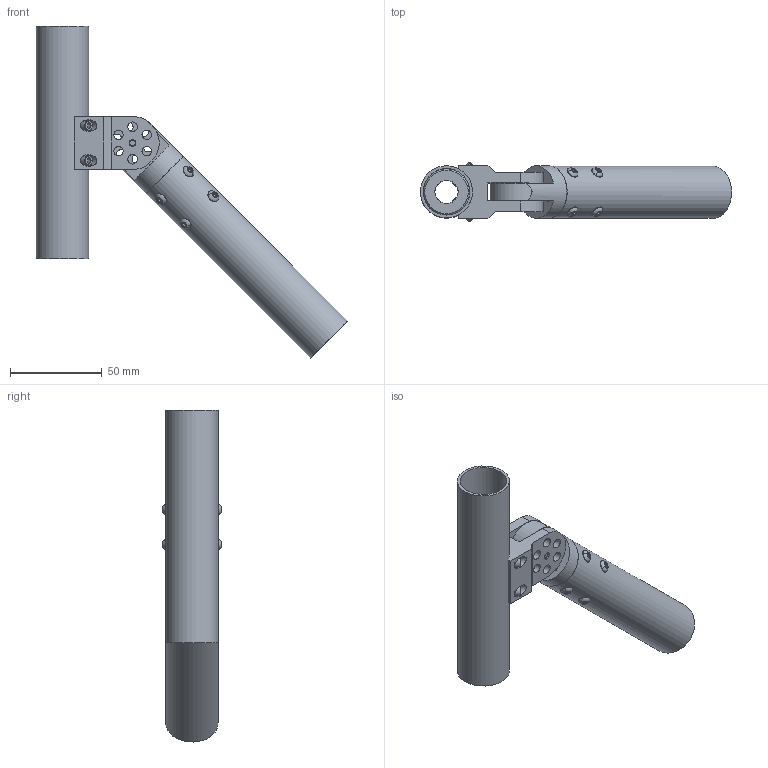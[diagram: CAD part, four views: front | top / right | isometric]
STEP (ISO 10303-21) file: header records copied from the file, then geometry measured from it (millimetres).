
FILE_DESCRIPTION(/* description */ ('Alibre Inc.'),/* implementation_level */ '2;1');
FILE_NAME(/* name */ 'export0',/* time_stamp */ '2016-08-08T17:25:51-07:00',/* author */ (''),/* organization */ (''),/* preprocessor_version */ 'ST-DEVELOPER v14',/* originating_system */ 'Alibre',/* authorisation */ '');
FILE_SCHEMA (('CONFIG_CONTROL_DESIGN'));
Length unit declared in the file: centimetre
Products named in the file (10): ID_1; ID_2; ID_3; ID_4; ID_5; ID_6; ID_7; ID_8
Bounding box: 169.79 x 32.39 x 181.19 mm (x, y, z)
Volume: 81997.8 mm3; surface area: 75965.5 mm2
Topology: 23 solids, 23 shells, 1772 faces, 4580 edges, 2885 vertices
Faces by surface type: cylinder 1013, plane 459, cone 224, bspline 58, sphere 16, torus 2
Full cylindrical faces by diameter (mm): 2.692 x8, 2.769 x4, 3.734 x1, 3.785 x8, 3.81 x4, 5.159 x18, 6.35 x4, 6.477 x2, 10.16 x1, 12.7 x1, 25.273 x1, 25.4 x2, 28.448 x2, 28.575 x1
Entity records: 36484 total; most frequent: CARTESIAN_POINT 18723, ORIENTED_EDGE 3800, DIRECTION 2820, EDGE_CURVE 1900, VERTEX_POINT 1196, AXIS2_PLACEMENT_3D 1115, EDGE_LOOP 962, FACE_BOUND 962
